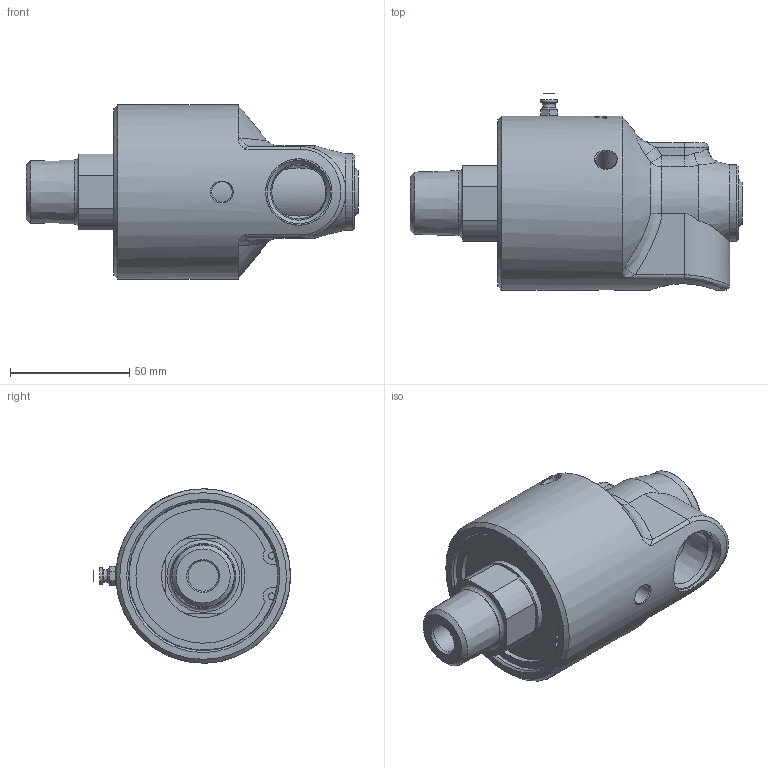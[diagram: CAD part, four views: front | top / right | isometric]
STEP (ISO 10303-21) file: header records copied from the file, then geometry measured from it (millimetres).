
FILE_DESCRIPTION(/* description */ (''),/* implementation_level */ '2;1');
FILE_NAME(/* name */ '255-417-020-IC.stp',/* time_stamp */ '2020-05-19T14:29:00-05:00',/* author */ ('GALINDOLM'),/* organization */ (''),/* preprocessor_version */ 'ST-DEVELOPER v18',/* originating_system */ 'Autodesk Inventor 2020',/* authorisation */ '');
FILE_SCHEMA (('AUTOMOTIVE_DESIGN { 1 0 10303 214 3 1 1 }'));
Products named in the file (1): 255-417-020-IC
Bounding box: 139 x 82.38 x 73 mm (x, y, z)
Volume: 315835 mm3; surface area: 36823.7 mm2
Topology: 1 solids, 2 shells, 430 faces, 1132 edges, 748 vertices
Faces by surface type: bspline 178, plane 139, cylinder 68, cone 37, torus 6, sphere 2
Full cylindrical faces by diameter (mm): 2.794 x2, 5.359 x1, 6.325 x1, 8.6 x3, 12.7 x1, 22.631 x1, 27.184 x1, 27.8 x1, 32 x1, 34.8 x1, 62.5 x1, 73 x1
Entity records: 48679 total; most frequent: CARTESIAN_POINT 38634, ORIENTED_EDGE 2264, DIRECTION 1677, EDGE_CURVE 1132, VERTEX_POINT 748, AXIS2_PLACEMENT_3D 625, EDGE_LOOP 472, FACE_OUTER_BOUND 430
